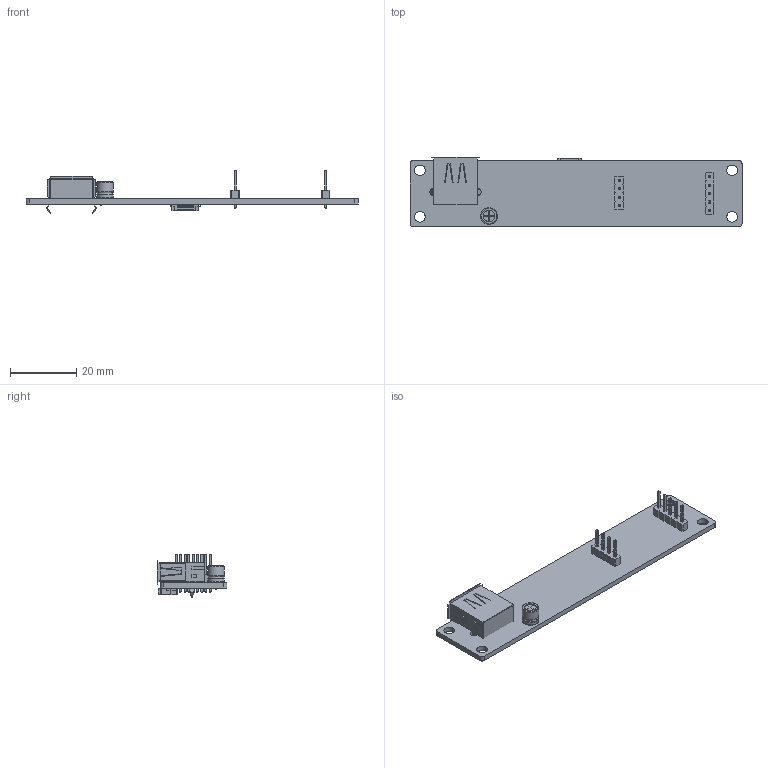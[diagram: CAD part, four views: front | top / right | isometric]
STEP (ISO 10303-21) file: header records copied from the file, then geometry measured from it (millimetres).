
FILE_DESCRIPTION(('KiCad electronic assembly'),'2;1');
FILE_NAME('gotek-breakout.step','2024-03-07T21:45:25',('Pcbnew'),( 'Kicad'),'Open CASCADE STEP processor 7.7','KiCad to STEP converter' ,'Unknown');
FILE_SCHEMA(('AUTOMOTIVE_DESIGN { 1 0 10303 214 1 1 1 1 }'));
Length unit declared in the file: millimetre
Products named in the file (12): gotek-breakout 1; USB_A_TE_292303-7_Horizontal; PinHeader_1x05_P2.54mm_Vertical; PinHeader_1x05_P254mm_Vertical; CP_Radial_D5.0mm_P2.50mm; CP_Radial_D50mm_P250mm; PinHeader_1x04_P2.54mm_Vertical; PinHeader_1x04_P254mm_Vertical; Hirose_FH12-10S-0.5SH_1x10-1MP_P0.50mm_Horizontal; Hirose_FH12_xxS_0_5SH_Parametric_v0_1; _autosave-gotek-breakout_PCB
Assembly tree (11 placements, depth 3):
  gotek-breakout 1
    USB_A_TE_292303-7_Horizontal
      USB_A_TE_292303-7_Horizontal
    PinHeader_1x05_P2.54mm_Vertical
      PinHeader_1x05_P254mm_Vertical
    CP_Radial_D5.0mm_P2.50mm
      CP_Radial_D50mm_P250mm
    PinHeader_1x04_P2.54mm_Vertical
      PinHeader_1x04_P254mm_Vertical
    Hirose_FH12-10S-0.5SH_1x10-1MP_P0.50mm_Horizontal
      Hirose_FH12_xxS_0_5SH_Parametric_v0_1
    _autosave-gotek-breakout_PCB
Bounding box: 100 x 20.98 x 13.15 mm (x, y, z)
Volume: 4246.4 mm3; surface area: 6763.6 mm2
Topology: 11 solids, 12 shells, 692 faces, 1796 edges, 1153 vertices
Faces by surface type: plane 614, cylinder 65, bspline 6, revolution 5, torus 2
Full cylindrical faces by diameter (mm): 0.5 x2, 0.8 x2, 0.95 x4, 1 x9, 2.3 x2, 3.2 x4
Entity records: 25029 total; most frequent: CARTESIAN_POINT 4348, ORIENTED_EDGE 3592, DIRECTION 3317, EDGE_CURVE 1796, LINE 1624, VECTOR 1624, VERTEX_POINT 1153, AXIS2_PLACEMENT_3D 844
